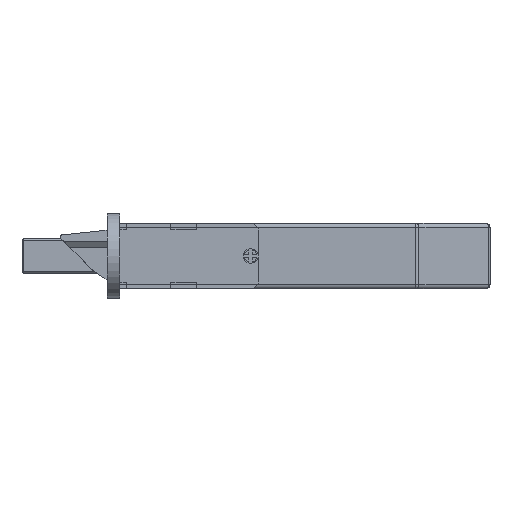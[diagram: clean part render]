
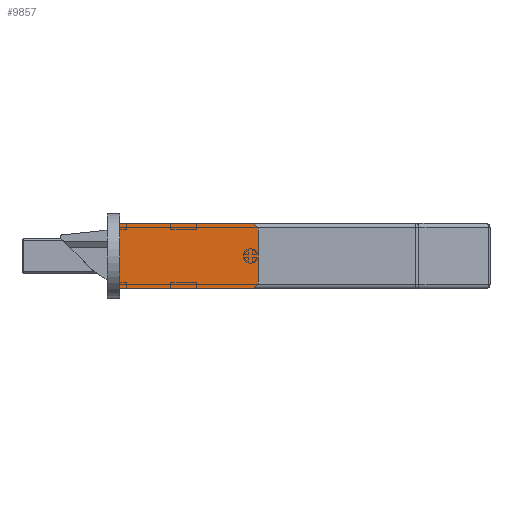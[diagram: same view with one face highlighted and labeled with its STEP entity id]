
A CAD part, front view. The second image highlights one B-rep face of the part: STEP entity #9857.
In plain terms, the highlighted face is planar.
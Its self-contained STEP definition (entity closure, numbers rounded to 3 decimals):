
#5 = EDGE_CURVE ( 'NONE', #909, #5133, #3007, .T. ) ;
#332 = LINE ( 'NONE', #4248, #579 ) ;
#579 = VECTOR ( 'NONE', #9999, 1000. ) ;
#607 = ORIENTED_EDGE ( 'NONE', *, *, #6341, .T. ) ;
#621 = DIRECTION ( 'NONE',  ( 0., 1., 0. ) ) ;
#909 = VERTEX_POINT ( 'NONE', #3847 ) ;
#1179 = VERTEX_POINT ( 'NONE', #4354 ) ;
#1299 = ORIENTED_EDGE ( 'NONE', *, *, #2102, .T. ) ;
#1735 = CARTESIAN_POINT ( 'NONE',  ( -16.3, 0.75, -7.75 ) ) ;
#1740 = VECTOR ( 'NONE', #8693, 1000. ) ;
#2102 = EDGE_CURVE ( 'NONE', #5133, #7256, #7497, .T. ) ;
#2180 = VERTEX_POINT ( 'NONE', #5321 ) ;
#2279 = PLANE ( 'NONE',  #7448 ) ;
#2288 = CIRCLE ( 'NONE', #7179, 2. ) ;
#2414 = VECTOR ( 'NONE', #2837, 1000. ) ;
#2590 = CARTESIAN_POINT ( 'NONE',  ( -14.3, 0.75, -7.75 ) ) ;
#2709 = EDGE_CURVE ( 'NONE', #2180, #9457, #2288, .T. ) ;
#2837 = DIRECTION ( 'NONE',  ( -1., 0., 0. ) ) ;
#2996 = EDGE_CURVE ( 'NONE', #1179, #909, #332, .T. ) ;
#3007 = LINE ( 'NONE', #6120, #2414 ) ;
#3118 = AXIS2_PLACEMENT_3D ( 'NONE', #4563, #621, #10162 ) ;
#3259 = DIRECTION ( 'NONE',  ( 0., 0., 1. ) ) ;
#3847 = CARTESIAN_POINT ( 'NONE',  ( 16.3, 0.75, -7.75 ) ) ;
#4248 = CARTESIAN_POINT ( 'NONE',  ( 16.3, 0.75, -7.75 ) ) ;
#4354 = CARTESIAN_POINT ( 'NONE',  ( 16.3, 0.75, 7.75 ) ) ;
#4563 = CARTESIAN_POINT ( 'NONE',  ( -14.3, 0.75, -5.75 ) ) ;
#4687 = DIRECTION ( 'NONE',  ( 0., 0., 1. ) ) ;
#4712 = VECTOR ( 'NONE', #5907, 1000. ) ;
#5133 = VERTEX_POINT ( 'NONE', #2590 ) ;
#5204 = CARTESIAN_POINT ( 'NONE',  ( -16.3, 0.75, -5.75 ) ) ;
#5305 = EDGE_LOOP ( 'NONE', ( #8202, #7072, #607, #6044, #5476, #1299 ) ) ;
#5321 = CARTESIAN_POINT ( 'NONE',  ( -16.3, 0.75, 5.75 ) ) ;
#5476 = ORIENTED_EDGE ( 'NONE', *, *, #5, .T. ) ;
#5571 = EDGE_CURVE ( 'NONE', #7256, #2180, #9863, .T. ) ;
#5907 = DIRECTION ( 'NONE',  ( 0., 0., 1. ) ) ;
#6044 = ORIENTED_EDGE ( 'NONE', *, *, #2996, .T. ) ;
#6120 = CARTESIAN_POINT ( 'NONE',  ( -16.3, 0.75, -7.75 ) ) ;
#6341 = EDGE_CURVE ( 'NONE', #9457, #1179, #10380, .T. ) ;
#7072 = ORIENTED_EDGE ( 'NONE', *, *, #2709, .T. ) ;
#7075 = CARTESIAN_POINT ( 'NONE',  ( -14.3, 0.75, 5.75 ) ) ;
#7179 = AXIS2_PLACEMENT_3D ( 'NONE', #7075, #7703, #4687 ) ;
#7234 = DIRECTION ( 'NONE',  ( 0., 1., 0. ) ) ;
#7256 = VERTEX_POINT ( 'NONE', #5204 ) ;
#7448 = AXIS2_PLACEMENT_3D ( 'NONE', #8798, #7234, #3259 ) ;
#7497 = CIRCLE ( 'NONE', #3118, 2. ) ;
#7703 = DIRECTION ( 'NONE',  ( 0., 1., 0. ) ) ;
#7863 = FACE_OUTER_BOUND ( 'NONE', #5305, .T. ) ;
#8202 = ORIENTED_EDGE ( 'NONE', *, *, #5571, .T. ) ;
#8693 = DIRECTION ( 'NONE',  ( 1., 0., 0. ) ) ;
#8798 = CARTESIAN_POINT ( 'NONE',  ( 0., 0.75, 0. ) ) ;
#9420 = CARTESIAN_POINT ( 'NONE',  ( -16.3, 0.75, 7.75 ) ) ;
#9457 = VERTEX_POINT ( 'NONE', #10180 ) ;
#9857 = ADVANCED_FACE ( 'NONE', ( #7863 ), #2279, .T. ) ;
#9863 = LINE ( 'NONE', #1735, #4712 ) ;
#9999 = DIRECTION ( 'NONE',  ( 0., 0., -1. ) ) ;
#10162 = DIRECTION ( 'NONE',  ( 0., 0., 1. ) ) ;
#10180 = CARTESIAN_POINT ( 'NONE',  ( -14.3, 0.75, 7.75 ) ) ;
#10380 = LINE ( 'NONE', #9420, #1740 ) ;
